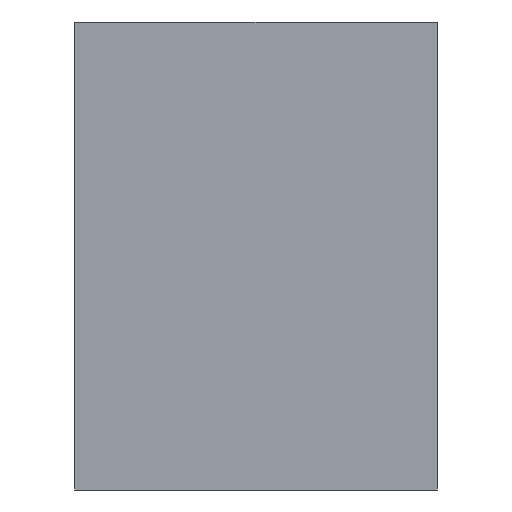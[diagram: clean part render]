
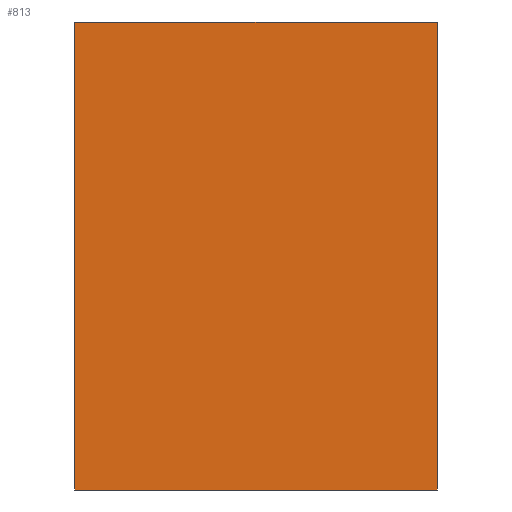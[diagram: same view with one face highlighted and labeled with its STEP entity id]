
A CAD part, front view. The second image highlights one B-rep face of the part: STEP entity #813.
In plain terms, the highlighted planar face has unit normal (0, -1, 0).
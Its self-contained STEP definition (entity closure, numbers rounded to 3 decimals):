
#39 = EDGE_CURVE ( 'NONE', #654, #465, #402, .T. ) ;
#139 = DIRECTION ( 'NONE',  ( 1., 0., 0. ) ) ;
#195 = CARTESIAN_POINT ( 'NONE',  ( -12., 0., 15.5 ) ) ;
#203 = CARTESIAN_POINT ( 'NONE',  ( 12., 0., -15.5 ) ) ;
#227 = VECTOR ( 'NONE', #325, 1000. ) ;
#266 = VERTEX_POINT ( 'NONE', #525 ) ;
#325 = DIRECTION ( 'NONE',  ( 0., 0., -1. ) ) ;
#333 = CARTESIAN_POINT ( 'NONE',  ( 0., 0., 0. ) ) ;
#359 = LINE ( 'NONE', #792, #940 ) ;
#394 = CARTESIAN_POINT ( 'NONE',  ( -12., 0., 15.5 ) ) ;
#402 = LINE ( 'NONE', #653, #454 ) ;
#404 = CARTESIAN_POINT ( 'NONE',  ( 12., 0., 15.5 ) ) ;
#409 = LINE ( 'NONE', #195, #597 ) ;
#412 = DIRECTION ( 'NONE',  ( -1., 0., 0. ) ) ;
#444 = EDGE_CURVE ( 'NONE', #465, #552, #791, .T. ) ;
#454 = VECTOR ( 'NONE', #139, 1000. ) ;
#465 = VERTEX_POINT ( 'NONE', #404 ) ;
#472 = EDGE_CURVE ( 'NONE', #266, #654, #409, .T. ) ;
#489 = EDGE_CURVE ( 'NONE', #552, #266, #359, .T. ) ;
#493 = DIRECTION ( 'NONE',  ( 0., -1., 0. ) ) ;
#525 = CARTESIAN_POINT ( 'NONE',  ( -12., 0., -15.5 ) ) ;
#552 = VERTEX_POINT ( 'NONE', #203 ) ;
#570 = DIRECTION ( 'NONE',  ( 0., 0., -1. ) ) ;
#597 = VECTOR ( 'NONE', #646, 1000. ) ;
#646 = DIRECTION ( 'NONE',  ( 0., 0., 1. ) ) ;
#653 = CARTESIAN_POINT ( 'NONE',  ( -12., 0., 15.5 ) ) ;
#654 = VERTEX_POINT ( 'NONE', #394 ) ;
#765 = FACE_OUTER_BOUND ( 'NONE', #828, .T. ) ;
#773 = ORIENTED_EDGE ( 'NONE', *, *, #39, .F. ) ;
#782 = ORIENTED_EDGE ( 'NONE', *, *, #444, .F. ) ;
#784 = ORIENTED_EDGE ( 'NONE', *, *, #472, .F. ) ;
#785 = CARTESIAN_POINT ( 'NONE',  ( 12., 0., 15.5 ) ) ;
#791 = LINE ( 'NONE', #785, #227 ) ;
#792 = CARTESIAN_POINT ( 'NONE',  ( -12., 0., -15.5 ) ) ;
#799 = ORIENTED_EDGE ( 'NONE', *, *, #489, .F. ) ;
#813 = ADVANCED_FACE ( 'NONE', ( #765 ), #860, .T. ) ;
#828 = EDGE_LOOP ( 'NONE', ( #782, #773, #784, #799 ) ) ;
#854 = AXIS2_PLACEMENT_3D ( 'NONE', #333, #493, #570 ) ;
#860 = PLANE ( 'NONE',  #854 ) ;
#940 = VECTOR ( 'NONE', #412, 1000. ) ;
